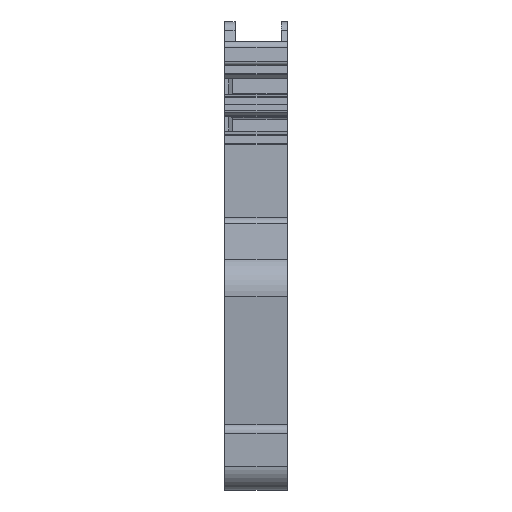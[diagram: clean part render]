
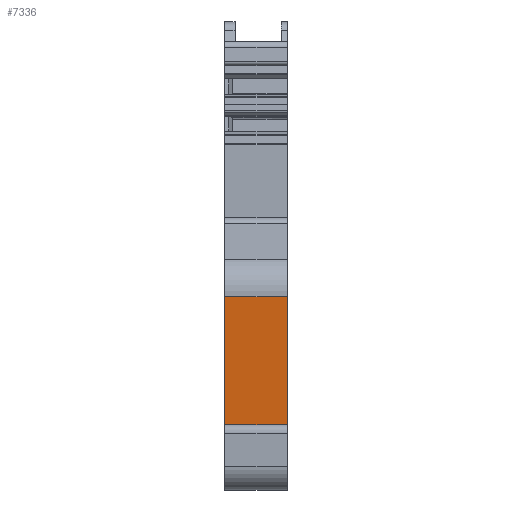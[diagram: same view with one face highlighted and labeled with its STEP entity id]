
A CAD part, front view. The second image highlights one B-rep face of the part: STEP entity #7336.
In plain terms, the highlighted planar face has unit normal (0, -0.995, -0.104).
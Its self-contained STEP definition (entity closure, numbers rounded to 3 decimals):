
#7309=AXIS2_PLACEMENT_3D('Plane Axis2P3D',#7306,#7307,#7308) ;
#7281=CARTESIAN_POINT('Vertex',(5.1,2.907,4.854)) ;
#7284=CARTESIAN_POINT('Line Origine',(2.55,2.907,4.854)) ;
#7288=CARTESIAN_POINT('Vertex',(0.,2.907,4.854)) ;
#7306=CARTESIAN_POINT('Axis2P3D Location',(0.,1.766,15.705)) ;
#7311=CARTESIAN_POINT('Line Origine',(2.55,1.766,15.705)) ;
#7315=CARTESIAN_POINT('Vertex',(0.,1.766,15.705)) ;
#7317=CARTESIAN_POINT('Vertex',(5.1,1.766,15.705)) ;
#7320=CARTESIAN_POINT('Line Origine',(0.,2.337,10.279)) ;
#7325=CARTESIAN_POINT('Line Origine',(5.1,2.337,10.279)) ;
#7285=DIRECTION('Vector Direction',(1.,0.,0.)) ;
#7307=DIRECTION('Axis2P3D Direction',(0.,-0.995,-0.105)) ;
#7308=DIRECTION('Axis2P3D XDirection',(0.,0.105,-0.995)) ;
#7312=DIRECTION('Vector Direction',(1.,0.,0.)) ;
#7321=DIRECTION('Vector Direction',(0.,-0.105,0.995)) ;
#7326=DIRECTION('Vector Direction',(0.,0.105,-0.995)) ;
#7286=VECTOR('Line Direction',#7285,1.) ;
#7313=VECTOR('Line Direction',#7312,1.) ;
#7322=VECTOR('Line Direction',#7321,1.) ;
#7327=VECTOR('Line Direction',#7326,1.) ;
#7331=ORIENTED_EDGE('',*,*,#7319,.F.) ;
#7332=ORIENTED_EDGE('',*,*,#7324,.T.) ;
#7333=ORIENTED_EDGE('',*,*,#7290,.T.) ;
#7334=ORIENTED_EDGE('',*,*,#7329,.F.) ;
#7336=ADVANCED_FACE('KLTR ZDU 2.5N/3AN FS 797944\\Mainbody ZXX2.5/3AN',(#7335),#7310,.T.) ;
#7290=EDGE_CURVE('',#7289,#7282,#7287,.T.) ;
#7319=EDGE_CURVE('',#7316,#7318,#7314,.T.) ;
#7324=EDGE_CURVE('',#7316,#7289,#7323,.F.) ;
#7329=EDGE_CURVE('',#7318,#7282,#7328,.T.) ;
#7330=EDGE_LOOP('',(#7331,#7332,#7333,#7334)) ;
#7335=FACE_OUTER_BOUND('',#7330,.T.) ;
#7287=LINE('Line',#7284,#7286) ;
#7314=LINE('Line',#7311,#7313) ;
#7323=LINE('Line',#7320,#7322) ;
#7328=LINE('Line',#7325,#7327) ;
#7310=PLANE('',#7309) ;
#7282=VERTEX_POINT('',#7281) ;
#7289=VERTEX_POINT('',#7288) ;
#7316=VERTEX_POINT('',#7315) ;
#7318=VERTEX_POINT('',#7317) ;
